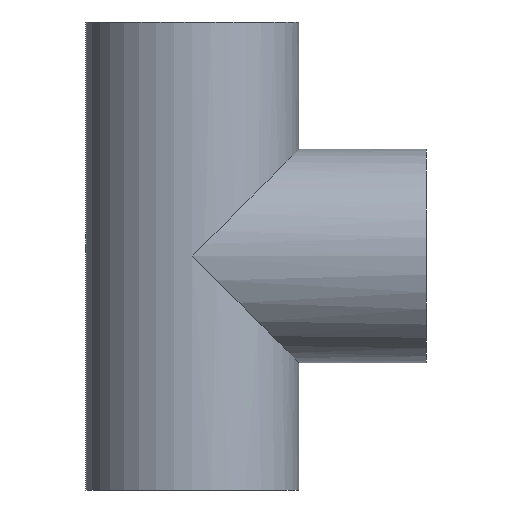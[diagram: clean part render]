
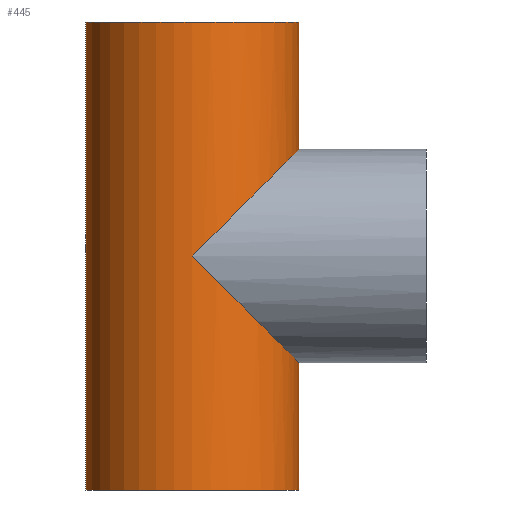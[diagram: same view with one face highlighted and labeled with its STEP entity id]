
A CAD part, front view. The second image highlights one B-rep face of the part: STEP entity #445.
In plain terms, the highlighted cylindrical face has radius 200 mm (diameter 400 mm), a partial arc.
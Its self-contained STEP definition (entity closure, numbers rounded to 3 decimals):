
#8 = AXIS2_PLACEMENT_3D ( 'NONE', #203, #267, #197 ) ;
#13 = VERTEX_POINT ( 'NONE', #274 ) ;
#22 = EDGE_CURVE ( 'NONE', #294, #348, #210, .T. ) ;
#25 = CARTESIAN_POINT ( 'NONE',  ( -200., 0., 438.5 ) ) ;
#26 = ORIENTED_EDGE ( 'NONE', *, *, #169, .T. ) ;
#29 = CARTESIAN_POINT ( 'NONE',  ( 200., 0., -200. ) ) ;
#30 = ORIENTED_EDGE ( 'NONE', *, *, #22, .T. ) ;
#48 = EDGE_CURVE ( 'NONE', #63, #13, #59, .T. ) ;
#58 = CARTESIAN_POINT ( 'NONE',  ( 0., -200., 0. ) ) ;
#59 =( BOUNDED_CURVE ( )  B_SPLINE_CURVE ( 3, ( #321, #187, #359, #428 ),
 .UNSPECIFIED., .F., .T. ) 
 B_SPLINE_CURVE_WITH_KNOTS ( ( 4, 4 ),
 ( 3.142, 4.712 ),
 .UNSPECIFIED. ) 
 CURVE ( )  GEOMETRIC_REPRESENTATION_ITEM ( )  RATIONAL_B_SPLINE_CURVE ( ( 1., 0.805, 0.805, 1. ) ) 
 REPRESENTATION_ITEM ( '' )  );
#63 = VERTEX_POINT ( 'NONE', #387 ) ;
#65 = CARTESIAN_POINT ( 'NONE',  ( 200., 0., 438.5 ) ) ;
#67 = CARTESIAN_POINT ( 'NONE',  ( 117.157, -200., -117.157 ) ) ;
#79 = CARTESIAN_POINT ( 'NONE',  ( 200., 0., -438.5 ) ) ;
#82 = ORIENTED_EDGE ( 'NONE', *, *, #122, .F. ) ;
#91 = VECTOR ( 'NONE', #300, 1000. ) ;
#101 = ORIENTED_EDGE ( 'NONE', *, *, #166, .F. ) ;
#103 = EDGE_LOOP ( 'NONE', ( #298, #345, #26, #30, #101, #82, #350 ) ) ;
#105 = AXIS2_PLACEMENT_3D ( 'NONE', #221, #315, #189 ) ;
#122 = EDGE_CURVE ( 'NONE', #13, #191, #129, .T. ) ;
#125 = EDGE_CURVE ( 'NONE', #451, #63, #347, .T. ) ;
#129 =( BOUNDED_CURVE ( )  B_SPLINE_CURVE ( 3, ( #58, #67, #340, #29 ),
 .UNSPECIFIED., .F., .T. ) 
 B_SPLINE_CURVE_WITH_KNOTS ( ( 4, 4 ),
 ( 4.712, 6.283 ),
 .UNSPECIFIED. ) 
 CURVE ( )  GEOMETRIC_REPRESENTATION_ITEM ( )  RATIONAL_B_SPLINE_CURVE ( ( 1., 0.805, 0.805, 1. ) ) 
 REPRESENTATION_ITEM ( '' )  );
#130 = LINE ( 'NONE', #205, #254 ) ;
#142 = EDGE_CURVE ( 'NONE', #238, #451, #146, .T. ) ;
#146 = CIRCLE ( 'NONE', #8, 200. ) ;
#164 = VECTOR ( 'NONE', #443, 1000. ) ;
#166 = EDGE_CURVE ( 'NONE', #191, #348, #441, .T. ) ;
#169 = EDGE_CURVE ( 'NONE', #238, #294, #130, .T. ) ;
#187 = CARTESIAN_POINT ( 'NONE',  ( 200., -117.157, 200. ) ) ;
#189 = DIRECTION ( 'NONE',  ( 1., 0., 0. ) ) ;
#191 = VERTEX_POINT ( 'NONE', #406 ) ;
#197 = DIRECTION ( 'NONE',  ( 1., 0., 0. ) ) ;
#203 = CARTESIAN_POINT ( 'NONE',  ( 0., 0., 438.5 ) ) ;
#205 = CARTESIAN_POINT ( 'NONE',  ( -200., 0., 438.5 ) ) ;
#210 = CIRCLE ( 'NONE', #105, 200. ) ;
#221 = CARTESIAN_POINT ( 'NONE',  ( 0., 0., -438.5 ) ) ;
#224 = AXIS2_PLACEMENT_3D ( 'NONE', #400, #365, #255 ) ;
#231 = CARTESIAN_POINT ( 'NONE',  ( 200., 0., 438.5 ) ) ;
#238 = VERTEX_POINT ( 'NONE', #25 ) ;
#242 = CARTESIAN_POINT ( 'NONE',  ( -200., 0., -438.5 ) ) ;
#251 = CARTESIAN_POINT ( 'NONE',  ( 200., 0., 438.5 ) ) ;
#254 = VECTOR ( 'NONE', #344, 1000. ) ;
#255 = DIRECTION ( 'NONE',  ( -1., 0., 0. ) ) ;
#267 = DIRECTION ( 'NONE',  ( 0., 0., 1. ) ) ;
#274 = CARTESIAN_POINT ( 'NONE',  ( 0., -200., 0. ) ) ;
#294 = VERTEX_POINT ( 'NONE', #242 ) ;
#298 = ORIENTED_EDGE ( 'NONE', *, *, #125, .F. ) ;
#300 = DIRECTION ( 'NONE',  ( 0., 0., -1. ) ) ;
#314 = CYLINDRICAL_SURFACE ( 'NONE', #224, 200. ) ;
#315 = DIRECTION ( 'NONE',  ( 0., 0., 1. ) ) ;
#321 = CARTESIAN_POINT ( 'NONE',  ( 200., 0., 200. ) ) ;
#340 = CARTESIAN_POINT ( 'NONE',  ( 200., -117.157, -200. ) ) ;
#344 = DIRECTION ( 'NONE',  ( 0., 0., -1. ) ) ;
#345 = ORIENTED_EDGE ( 'NONE', *, *, #142, .F. ) ;
#347 = LINE ( 'NONE', #231, #164 ) ;
#348 = VERTEX_POINT ( 'NONE', #79 ) ;
#350 = ORIENTED_EDGE ( 'NONE', *, *, #48, .F. ) ;
#352 = FACE_OUTER_BOUND ( 'NONE', #103, .T. ) ;
#359 = CARTESIAN_POINT ( 'NONE',  ( 117.157, -200., 117.157 ) ) ;
#365 = DIRECTION ( 'NONE',  ( 0., 0., -1. ) ) ;
#387 = CARTESIAN_POINT ( 'NONE',  ( 200., 0., 200. ) ) ;
#400 = CARTESIAN_POINT ( 'NONE',  ( 0., 0., 438.5 ) ) ;
#406 = CARTESIAN_POINT ( 'NONE',  ( 200., 0., -200. ) ) ;
#428 = CARTESIAN_POINT ( 'NONE',  ( 0., -200., 0. ) ) ;
#441 = LINE ( 'NONE', #65, #91 ) ;
#443 = DIRECTION ( 'NONE',  ( 0., 0., -1. ) ) ;
#445 = ADVANCED_FACE ( 'NONE', ( #352 ), #314, .T. ) ;
#451 = VERTEX_POINT ( 'NONE', #251 ) ;
